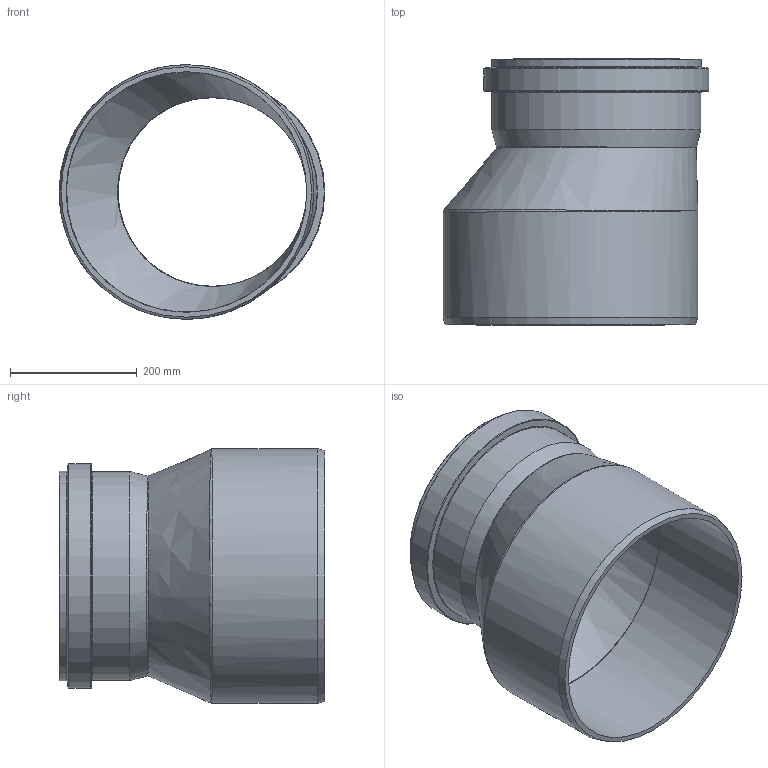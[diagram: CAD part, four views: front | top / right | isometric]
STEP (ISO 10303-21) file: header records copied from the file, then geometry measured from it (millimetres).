
FILE_DESCRIPTION(/* description */ (''),/* implementation_level */ '2;1');
FILE_NAME(/* name */ '226700 KGR Reduktion DN_OD 400_315.stp',/* time_stamp */ '2017-05-22T14:00:47+02:00',/* author */ ('user1'),/* organization */ (''),/* preprocessor_version */ 'ST-DEVELOPER v16.1',/* originating_system */ 'Autodesk Inventor 2016',/* authorisation */ '');
FILE_SCHEMA (('AUTOMOTIVE_DESIGN { 1 0 10303 214 3 1 1 }'));
Length unit declared in the file: millimetre
Products named in the file (1): 226700 KGR Reduktion DN_OD 400_315
Bounding box: 420 x 420 x 402.35 mm (x, y, z)
Volume: 4993350.6 mm3; surface area: 1037565.8 mm2
Topology: 1 solids, 1 shells, 36 faces, 76 edges, 39 vertices
Faces by surface type: cylinder 10, torus 10, cone 7, bspline 6, plane 3
Full cylindrical faces by diameter (mm): 298.2 x1, 316 x1, 316.3 x2, 330.6 x1, 330.9 x1, 340.9 x1, 355.5 x1, 380.35 x1, 402.35 x1
Entity records: 1808 total; most frequent: CARTESIAN_POINT 1181, DIRECTION 122, ORIENTED_EDGE 88, EDGE_LOOP 66, AXIS2_PLACEMENT_3D 61, EDGE_CURVE 44, VERTEX_POINT 38, FACE_OUTER_BOUND 36
